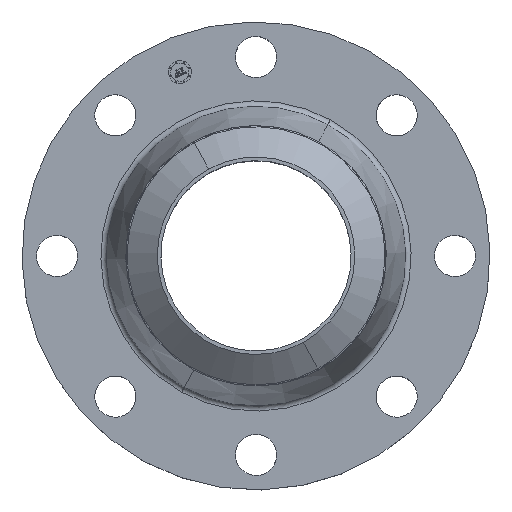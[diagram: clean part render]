
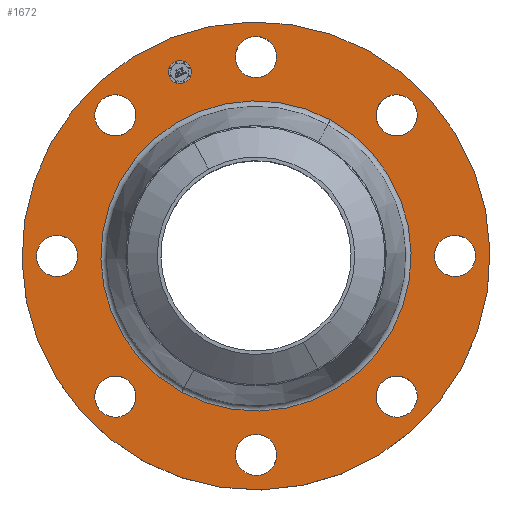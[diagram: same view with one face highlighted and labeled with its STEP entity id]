
A CAD part, top view. The second image highlights one B-rep face of the part: STEP entity #1672.
In plain terms, the highlighted planar face has unit normal (0, 0, 1).
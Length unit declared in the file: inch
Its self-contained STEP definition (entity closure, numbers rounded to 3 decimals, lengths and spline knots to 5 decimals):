
#65=AXIS2_PLACEMENT_3D('Circle Axis2P3D',#63,#64,$) ;
#110=AXIS2_PLACEMENT_3D('Circle Axis2P3D',#108,#109,$) ;
#178=AXIS2_PLACEMENT_3D('Circle Axis2P3D',#176,#177,$) ;
#202=AXIS2_PLACEMENT_3D('Circle Axis2P3D',#200,#201,$) ;
#219=AXIS2_PLACEMENT_3D('Circle Axis2P3D',#217,#218,$) ;
#254=AXIS2_PLACEMENT_3D('Circle Axis2P3D',#252,#253,$) ;
#1018=AXIS2_PLACEMENT_3D('Circle Axis2P3D',#1016,#1017,$) ;
#1035=AXIS2_PLACEMENT_3D('Circle Axis2P3D',#1033,#1034,$) ;
#1070=AXIS2_PLACEMENT_3D('Circle Axis2P3D',#1068,#1069,$) ;
#1087=AXIS2_PLACEMENT_3D('Circle Axis2P3D',#1085,#1086,$) ;
#1122=AXIS2_PLACEMENT_3D('Circle Axis2P3D',#1120,#1121,$) ;
#1139=AXIS2_PLACEMENT_3D('Circle Axis2P3D',#1137,#1138,$) ;
#1174=AXIS2_PLACEMENT_3D('Circle Axis2P3D',#1172,#1173,$) ;
#1191=AXIS2_PLACEMENT_3D('Circle Axis2P3D',#1189,#1190,$) ;
#1226=AXIS2_PLACEMENT_3D('Circle Axis2P3D',#1224,#1225,$) ;
#1243=AXIS2_PLACEMENT_3D('Circle Axis2P3D',#1241,#1242,$) ;
#1278=AXIS2_PLACEMENT_3D('Circle Axis2P3D',#1276,#1277,$) ;
#1295=AXIS2_PLACEMENT_3D('Circle Axis2P3D',#1293,#1294,$) ;
#1330=AXIS2_PLACEMENT_3D('Circle Axis2P3D',#1328,#1329,$) ;
#1347=AXIS2_PLACEMENT_3D('Circle Axis2P3D',#1345,#1346,$) ;
#1612=AXIS2_PLACEMENT_3D('Plane Axis2P3D',#1609,#1610,#1611) ;
#1656=AXIS2_PLACEMENT_3D('Circle Axis2P3D',#1654,#1655,$) ;
#1665=AXIS2_PLACEMENT_3D('Circle Axis2P3D',#1663,#1664,$) ;
#46=CARTESIAN_POINT('Vertex',(-0.38614,4.46095,0.88)) ;
#60=CARTESIAN_POINT('Vertex',(0.38614,4.03905,0.88)) ;
#63=CARTESIAN_POINT('Axis2P3D Location',(0.,4.25,0.88)) ;
#108=CARTESIAN_POINT('Axis2P3D Location',(0.,4.25,0.88)) ;
#173=CARTESIAN_POINT('Vertex',(-2.39713,-4.38791,0.88)) ;
#176=CARTESIAN_POINT('Axis2P3D Location',(0.,0.,0.88)) ;
#180=CARTESIAN_POINT('Vertex',(2.39713,4.38791,0.88)) ;
#200=CARTESIAN_POINT('Axis2P3D Location',(0.,0.,0.88)) ;
#217=CARTESIAN_POINT('Axis2P3D Location',(0.,0.,0.88)) ;
#221=CARTESIAN_POINT('Vertex',(1.58903,2.90869,0.88)) ;
#223=CARTESIAN_POINT('Vertex',(-1.58903,-2.90869,0.88)) ;
#252=CARTESIAN_POINT('Axis2P3D Location',(0.,0.,0.88)) ;
#1006=CARTESIAN_POINT('Vertex',(-2.88133,-3.42741,0.88)) ;
#1013=CARTESIAN_POINT('Vertex',(-3.12908,-2.583,0.88)) ;
#1016=CARTESIAN_POINT('Axis2P3D Location',(-3.0052,-3.0052,0.88)) ;
#1033=CARTESIAN_POINT('Axis2P3D Location',(-3.0052,-3.0052,0.88)) ;
#1058=CARTESIAN_POINT('Vertex',(0.38614,-4.46095,0.88)) ;
#1065=CARTESIAN_POINT('Vertex',(-0.38614,-4.03905,0.88)) ;
#1068=CARTESIAN_POINT('Axis2P3D Location',(0.,-4.25,0.88)) ;
#1085=CARTESIAN_POINT('Axis2P3D Location',(0.,-4.25,0.88)) ;
#1110=CARTESIAN_POINT('Vertex',(-4.46095,-0.38614,0.88)) ;
#1117=CARTESIAN_POINT('Vertex',(-4.03905,0.38614,0.88)) ;
#1120=CARTESIAN_POINT('Axis2P3D Location',(-4.25,0.,0.88)) ;
#1137=CARTESIAN_POINT('Axis2P3D Location',(-4.25,0.,0.88)) ;
#1162=CARTESIAN_POINT('Vertex',(2.88133,3.42741,0.88)) ;
#1169=CARTESIAN_POINT('Vertex',(3.12908,2.583,0.88)) ;
#1172=CARTESIAN_POINT('Axis2P3D Location',(3.0052,3.0052,0.88)) ;
#1189=CARTESIAN_POINT('Axis2P3D Location',(3.0052,3.0052,0.88)) ;
#1214=CARTESIAN_POINT('Vertex',(3.42741,-2.88133,0.88)) ;
#1221=CARTESIAN_POINT('Vertex',(2.583,-3.12908,0.88)) ;
#1224=CARTESIAN_POINT('Axis2P3D Location',(3.0052,-3.0052,0.88)) ;
#1241=CARTESIAN_POINT('Axis2P3D Location',(3.0052,-3.0052,0.88)) ;
#1266=CARTESIAN_POINT('Vertex',(4.46095,0.38614,0.88)) ;
#1273=CARTESIAN_POINT('Vertex',(4.03905,-0.38614,0.88)) ;
#1276=CARTESIAN_POINT('Axis2P3D Location',(4.25,0.,0.88)) ;
#1293=CARTESIAN_POINT('Axis2P3D Location',(4.25,0.,0.88)) ;
#1318=CARTESIAN_POINT('Vertex',(-3.42741,2.88133,0.88)) ;
#1325=CARTESIAN_POINT('Vertex',(-2.583,3.12908,0.88)) ;
#1328=CARTESIAN_POINT('Axis2P3D Location',(-3.0052,3.0052,0.88)) ;
#1345=CARTESIAN_POINT('Axis2P3D Location',(-3.0052,3.0052,0.88)) ;
#1609=CARTESIAN_POINT('Axis2P3D Location',(0.,5.,0.88)) ;
#1654=CARTESIAN_POINT('Axis2P3D Location',(-1.6264,3.92649,0.88)) ;
#1658=CARTESIAN_POINT('Vertex',(-1.39774,4.0212,0.88)) ;
#1660=CARTESIAN_POINT('Vertex',(-1.85506,3.83177,0.88)) ;
#1663=CARTESIAN_POINT('Axis2P3D Location',(-1.6264,3.92649,0.88)) ;
#64=DIRECTION('Axis2P3D Direction',(0.,-0.,-0.039)) ;
#109=DIRECTION('Axis2P3D Direction',(0.,-0.,-0.039)) ;
#177=DIRECTION('Axis2P3D Direction',(0.,0.,-0.039)) ;
#201=DIRECTION('Axis2P3D Direction',(0.,0.,-0.039)) ;
#218=DIRECTION('Axis2P3D Direction',(0.,0.,-0.039)) ;
#253=DIRECTION('Axis2P3D Direction',(0.,0.,-0.039)) ;
#1017=DIRECTION('Axis2P3D Direction',(0.,0.,-0.039)) ;
#1034=DIRECTION('Axis2P3D Direction',(0.,0.,-0.039)) ;
#1069=DIRECTION('Axis2P3D Direction',(-0.,0.,-0.039)) ;
#1086=DIRECTION('Axis2P3D Direction',(-0.,0.,-0.039)) ;
#1121=DIRECTION('Axis2P3D Direction',(0.,0.,-0.039)) ;
#1138=DIRECTION('Axis2P3D Direction',(0.,0.,-0.039)) ;
#1173=DIRECTION('Axis2P3D Direction',(0.,-0.,-0.039)) ;
#1190=DIRECTION('Axis2P3D Direction',(0.,-0.,-0.039)) ;
#1225=DIRECTION('Axis2P3D Direction',(-0.,0.,-0.039)) ;
#1242=DIRECTION('Axis2P3D Direction',(-0.,0.,-0.039)) ;
#1277=DIRECTION('Axis2P3D Direction',(0.,-0.,-0.039)) ;
#1294=DIRECTION('Axis2P3D Direction',(0.,-0.,-0.039)) ;
#1329=DIRECTION('Axis2P3D Direction',(0.,0.,-0.039)) ;
#1346=DIRECTION('Axis2P3D Direction',(0.,0.,-0.039)) ;
#1610=DIRECTION('Axis2P3D Direction',(0.,0.,-0.039)) ;
#1611=DIRECTION('Axis2P3D XDirection',(0.039,0.,0.)) ;
#1655=DIRECTION('Axis2P3D Direction',(0.,0.,-0.039)) ;
#1664=DIRECTION('Axis2P3D Direction',(0.,0.,-0.039)) ;
#1615=ORIENTED_EDGE('',*,*,#204,.F.) ;
#1616=ORIENTED_EDGE('',*,*,#182,.F.) ;
#1619=ORIENTED_EDGE('',*,*,#67,.T.) ;
#1620=ORIENTED_EDGE('',*,*,#112,.T.) ;
#1623=ORIENTED_EDGE('',*,*,#256,.T.) ;
#1624=ORIENTED_EDGE('',*,*,#225,.T.) ;
#1627=ORIENTED_EDGE('',*,*,#1193,.T.) ;
#1628=ORIENTED_EDGE('',*,*,#1176,.T.) ;
#1631=ORIENTED_EDGE('',*,*,#1297,.T.) ;
#1632=ORIENTED_EDGE('',*,*,#1280,.T.) ;
#1635=ORIENTED_EDGE('',*,*,#1245,.T.) ;
#1636=ORIENTED_EDGE('',*,*,#1228,.T.) ;
#1639=ORIENTED_EDGE('',*,*,#1089,.T.) ;
#1640=ORIENTED_EDGE('',*,*,#1072,.T.) ;
#1643=ORIENTED_EDGE('',*,*,#1037,.T.) ;
#1644=ORIENTED_EDGE('',*,*,#1020,.T.) ;
#1647=ORIENTED_EDGE('',*,*,#1141,.T.) ;
#1648=ORIENTED_EDGE('',*,*,#1124,.T.) ;
#1651=ORIENTED_EDGE('',*,*,#1349,.T.) ;
#1652=ORIENTED_EDGE('',*,*,#1332,.T.) ;
#1669=ORIENTED_EDGE('',*,*,#1662,.F.) ;
#1670=ORIENTED_EDGE('',*,*,#1667,.F.) ;
#1621=FACE_BOUND('',#1618,.T.) ;
#1625=FACE_BOUND('',#1622,.T.) ;
#1629=FACE_BOUND('',#1626,.T.) ;
#1633=FACE_BOUND('',#1630,.T.) ;
#1637=FACE_BOUND('',#1634,.T.) ;
#1641=FACE_BOUND('',#1638,.T.) ;
#1645=FACE_BOUND('',#1642,.T.) ;
#1649=FACE_BOUND('',#1646,.T.) ;
#1653=FACE_BOUND('',#1650,.T.) ;
#1671=FACE_BOUND('',#1668,.T.) ;
#1672=ADVANCED_FACE('PartBody',(#1617,#1621,#1625,#1629,#1633,#1637,#1641,#1645,#1649,#1653,#1671),#1613,.F.) ;
#66=CIRCLE('generated circle',#65,0.44) ;
#111=CIRCLE('generated circle',#110,0.44) ;
#179=CIRCLE('generated circle',#178,5.) ;
#203=CIRCLE('generated circle',#202,5.) ;
#220=CIRCLE('generated circle',#219,3.31444) ;
#255=CIRCLE('generated circle',#254,3.31444) ;
#1019=CIRCLE('generated circle',#1018,0.44) ;
#1036=CIRCLE('generated circle',#1035,0.44) ;
#1071=CIRCLE('generated circle',#1070,0.44) ;
#1088=CIRCLE('generated circle',#1087,0.44) ;
#1123=CIRCLE('generated circle',#1122,0.44) ;
#1140=CIRCLE('generated circle',#1139,0.44) ;
#1175=CIRCLE('generated circle',#1174,0.44) ;
#1192=CIRCLE('generated circle',#1191,0.44) ;
#1227=CIRCLE('generated circle',#1226,0.44) ;
#1244=CIRCLE('generated circle',#1243,0.44) ;
#1279=CIRCLE('generated circle',#1278,0.44) ;
#1296=CIRCLE('generated circle',#1295,0.44) ;
#1331=CIRCLE('generated circle',#1330,0.44) ;
#1348=CIRCLE('generated circle',#1347,0.44) ;
#1657=CIRCLE('generated circle',#1656,0.2475) ;
#1666=CIRCLE('generated circle',#1665,0.2475) ;
#67=EDGE_CURVE('',#47,#61,#66,.T.) ;
#112=EDGE_CURVE('',#61,#47,#111,.T.) ;
#182=EDGE_CURVE('',#174,#181,#179,.T.) ;
#204=EDGE_CURVE('',#181,#174,#203,.T.) ;
#225=EDGE_CURVE('',#222,#224,#220,.T.) ;
#256=EDGE_CURVE('',#224,#222,#255,.T.) ;
#1020=EDGE_CURVE('',#1007,#1014,#1019,.T.) ;
#1037=EDGE_CURVE('',#1014,#1007,#1036,.T.) ;
#1072=EDGE_CURVE('',#1059,#1066,#1071,.T.) ;
#1089=EDGE_CURVE('',#1066,#1059,#1088,.T.) ;
#1124=EDGE_CURVE('',#1111,#1118,#1123,.T.) ;
#1141=EDGE_CURVE('',#1118,#1111,#1140,.T.) ;
#1176=EDGE_CURVE('',#1163,#1170,#1175,.T.) ;
#1193=EDGE_CURVE('',#1170,#1163,#1192,.T.) ;
#1228=EDGE_CURVE('',#1215,#1222,#1227,.T.) ;
#1245=EDGE_CURVE('',#1222,#1215,#1244,.T.) ;
#1280=EDGE_CURVE('',#1267,#1274,#1279,.T.) ;
#1297=EDGE_CURVE('',#1274,#1267,#1296,.T.) ;
#1332=EDGE_CURVE('',#1319,#1326,#1331,.T.) ;
#1349=EDGE_CURVE('',#1326,#1319,#1348,.T.) ;
#1662=EDGE_CURVE('',#1659,#1661,#1657,.F.) ;
#1667=EDGE_CURVE('',#1661,#1659,#1666,.F.) ;
#1614=EDGE_LOOP('',(#1615,#1616)) ;
#1618=EDGE_LOOP('',(#1619,#1620)) ;
#1622=EDGE_LOOP('',(#1623,#1624)) ;
#1626=EDGE_LOOP('',(#1627,#1628)) ;
#1630=EDGE_LOOP('',(#1631,#1632)) ;
#1634=EDGE_LOOP('',(#1635,#1636)) ;
#1638=EDGE_LOOP('',(#1639,#1640)) ;
#1642=EDGE_LOOP('',(#1643,#1644)) ;
#1646=EDGE_LOOP('',(#1647,#1648)) ;
#1650=EDGE_LOOP('',(#1651,#1652)) ;
#1668=EDGE_LOOP('',(#1669,#1670)) ;
#1617=FACE_OUTER_BOUND('',#1614,.T.) ;
#1613=PLANE('',#1612) ;
#47=VERTEX_POINT('',#46) ;
#61=VERTEX_POINT('',#60) ;
#174=VERTEX_POINT('',#173) ;
#181=VERTEX_POINT('',#180) ;
#222=VERTEX_POINT('',#221) ;
#224=VERTEX_POINT('',#223) ;
#1007=VERTEX_POINT('',#1006) ;
#1014=VERTEX_POINT('',#1013) ;
#1059=VERTEX_POINT('',#1058) ;
#1066=VERTEX_POINT('',#1065) ;
#1111=VERTEX_POINT('',#1110) ;
#1118=VERTEX_POINT('',#1117) ;
#1163=VERTEX_POINT('',#1162) ;
#1170=VERTEX_POINT('',#1169) ;
#1215=VERTEX_POINT('',#1214) ;
#1222=VERTEX_POINT('',#1221) ;
#1267=VERTEX_POINT('',#1266) ;
#1274=VERTEX_POINT('',#1273) ;
#1319=VERTEX_POINT('',#1318) ;
#1326=VERTEX_POINT('',#1325) ;
#1659=VERTEX_POINT('',#1658) ;
#1661=VERTEX_POINT('',#1660) ;
